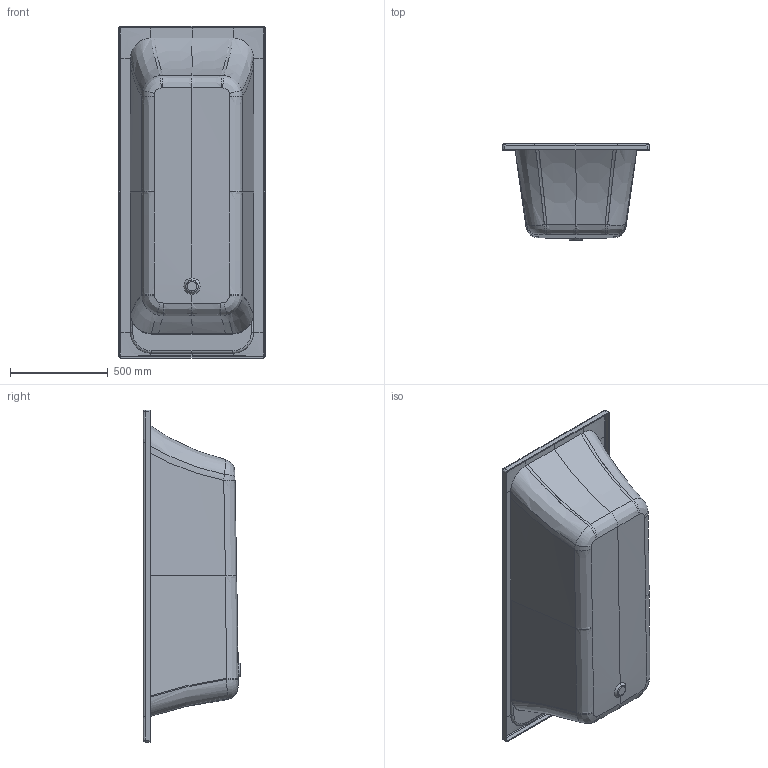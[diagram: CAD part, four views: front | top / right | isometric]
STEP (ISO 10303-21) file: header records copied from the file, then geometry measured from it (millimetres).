
FILE_DESCRIPTION((''),'2;1');
FILE_NAME('UBA170ARA2V','2020-11-16T16:12:23',('hegemanc'),('Villeroy & Boch Wellness bv'),'CREO PARAMETRIC BY PTC INC, 2019292','CREO PARAMETRIC BY PTC INC, 2019292','');
FILE_SCHEMA(('CONFIG_CONTROL_DESIGN'));
Length unit declared in the file: millimetre
Products named in the file (1): UBA170ARA2V
Bounding box: 750 x 499 x 1700 mm (x, y, z)
Volume: 16318440.8 mm3; surface area: 5467479.6 mm2
Topology: 1 solids, 1 shells, 265 faces, 620 edges, 358 vertices
Faces by surface type: bspline 222, plane 13, cone 8, sphere 8, cylinder 8, torus 6
Entity records: 22377 total; most frequent: CARTESIAN_POINT 17684, ORIENTED_EDGE 1240, EDGE_CURVE 620, DIRECTION 548, VERTEX_POINT 358, B_SPLINE_CURVE_WITH_KNOTS 326, EDGE_LOOP 266, FACE_OUTER_BOUND 265
